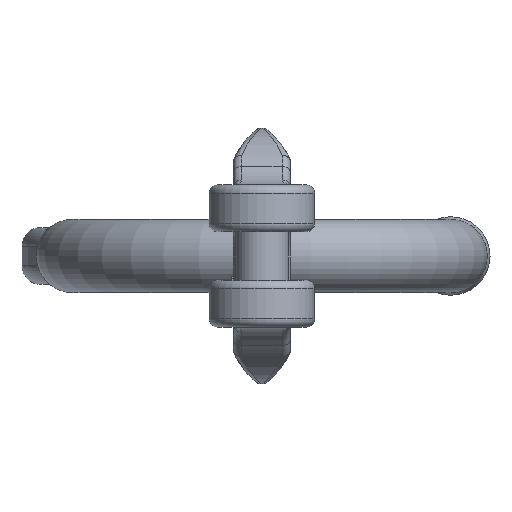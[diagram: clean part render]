
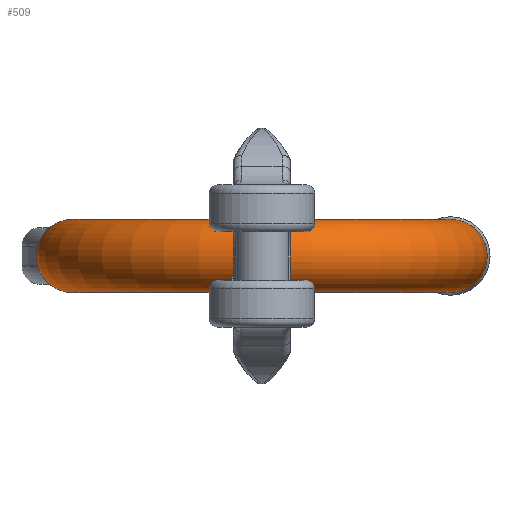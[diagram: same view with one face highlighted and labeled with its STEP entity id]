
A CAD part, front view. The second image highlights one B-rep face of the part: STEP entity #509.
In plain terms, the highlighted toroidal (fillet/blend) face has major radius 46.5 mm and minor radius 9 mm.
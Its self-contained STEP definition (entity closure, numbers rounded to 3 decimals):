
#175=TOROIDAL_SURFACE('',#5276,46.5,9.);
#509=ADVANCED_FACE('',(#1655,#1656),#175,.T.);
#995=CIRCLE('',#5267,9.);
#996=CIRCLE('',#5269,9.);
#1655=FACE_BOUND('',#1958,.T.);
#1656=FACE_BOUND('',#1959,.T.);
#1958=EDGE_LOOP('',(#3340));
#1959=EDGE_LOOP('',(#3341));
#3340=ORIENTED_EDGE('',*,*,#4579,.F.);
#3341=ORIENTED_EDGE('',*,*,#4578,.T.);
#3877=VERTEX_POINT('',#10624);
#3878=VERTEX_POINT('',#10627);
#4578=EDGE_CURVE('',#3877,#3877,#995,.T.);
#4579=EDGE_CURVE('',#3878,#3878,#996,.T.);
#5267=AXIS2_PLACEMENT_3D('',#10623,#6116,#6117);
#5269=AXIS2_PLACEMENT_3D('',#10626,#6120,#6121);
#5276=AXIS2_PLACEMENT_3D('',#10637,#6134,#6135);
#6116=DIRECTION('',(0.,-1.,0.));
#6117=DIRECTION('',(1.,0.,0.));
#6120=DIRECTION('',(0.,1.,0.));
#6121=DIRECTION('',(-1.,0.,0.));
#6134=DIRECTION('',(0.,0.,-1.));
#6135=DIRECTION('',(-1.,0.,0.));
#10623=CARTESIAN_POINT('',(-46.5,-30.,0.));
#10624=CARTESIAN_POINT('',(-37.5,-30.,0.));
#10626=CARTESIAN_POINT('',(46.5,-30.,0.));
#10627=CARTESIAN_POINT('',(37.5,-30.,0.));
#10637=CARTESIAN_POINT('',(0.,-30.,0.));
